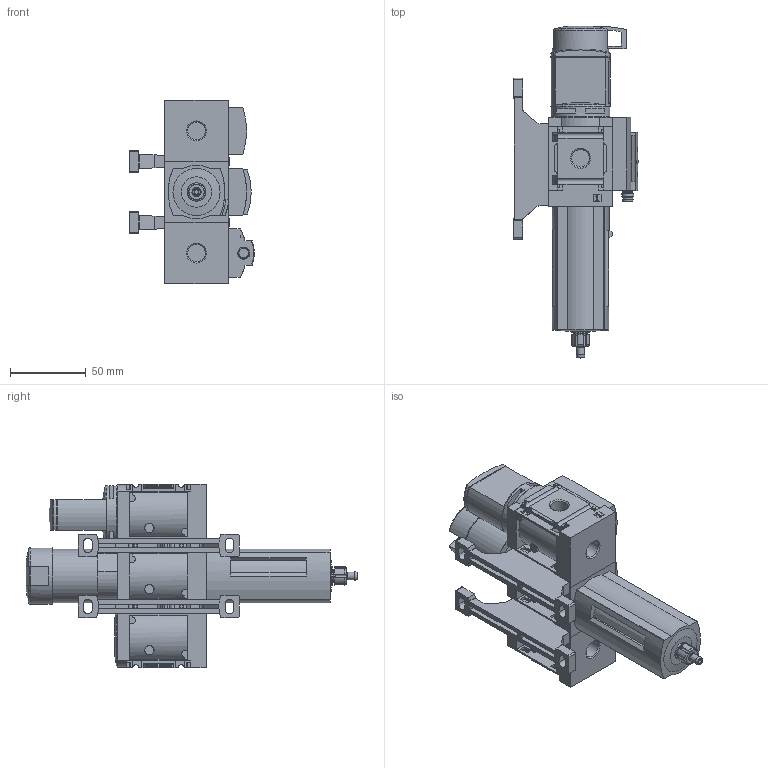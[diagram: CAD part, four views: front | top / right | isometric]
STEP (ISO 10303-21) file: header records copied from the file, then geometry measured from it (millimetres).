
FILE_DESCRIPTION(/* description */ ('STEP AP214'),/* implementation_level */ '2;1');
FILE_NAME(/* name */ '8042667_MSB4-1_4_C3_J120_F12-WP',/* time_stamp */ '2024-09-11T17:24:01+02:00',/* author */ ('License CC BY-ND 4.0'),/* organization */ ('CADENAS'),/* preprocessor_version */ 'ST-DEVELOPER v19.3',/* originating_system */ 'PARTsolutions',/* authorisation */ ' ');
FILE_SCHEMA (('AUTOMOTIVE_DESIGN {1 0 10303 214 3 1 1}'));
Length unit declared in the file: millimetre
Products named in the file (8): 8042667 MSB4-1/4:C3:J120:F12-WP; 541266 MS4-EM1-1/4-1D; 526489 MS4-LFR-1/4-D6-E-R-M-MPA-AS-1D; 526489 MS4-LFR-M; 8140202 MS4-WP1---(00wp); 8092760 MS4-MV-B---(42.7_high_m); 527703 MS4-FRM-1/4-AD7-1s; 702025 MS4-SD5-D10-O-P-M8 AD7
Assembly tree (9 placements, depth 2):
  8042667 MSB4-1/4:C3:J120:F12-WP
    541266 MS4-EM1-1/4-1D
    526489 MS4-LFR-1/4-D6-E-R-M-MPA-AS-1D
    526489 MS4-LFR-M
    8140202 MS4-WP1---(00wp)  x2
    8092760 MS4-MV-B---(42.7_high_m)  x2
    527703 MS4-FRM-1/4-AD7-1s
    702025 MS4-SD5-D10-O-P-M8 AD7
Bounding box: 82.05 x 218.5 x 120.6 mm (x, y, z)
Volume: 516590.8 mm3; surface area: 106954.4 mm2
Topology: 9 solids, 9 shells, 1299 faces, 3603 edges, 2372 vertices
Faces by surface type: plane 848, cylinder 368, cone 49, torus 25, sphere 9
Full cylindrical faces by diameter (mm): 2.459 x4, 2.55 x4, 2.65 x1, 3 x5, 4.2 x1, 4.6 x1, 5 x1, 5.6 x4, 5.8 x1, 6 x2, 6.1 x7, 6.5 x2, 8 x1, 11.445 x9, 12 x2, 22 x1, 22.2 x1, 35.2 x1, 37.2 x1, 37.6 x1, 38.8 x1
Entity records: 41162 total; most frequent: CARTESIAN_POINT 6712, ORIENTED_EDGE 6022, DIRECTION 5895, EDGE_CURVE 3011, LINE 2163, VECTOR 2163, VERTEX_POINT 2038, AXIS2_PLACEMENT_3D 1866
